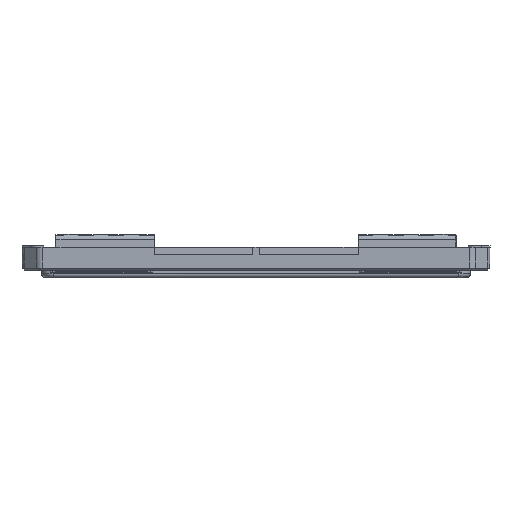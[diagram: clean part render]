
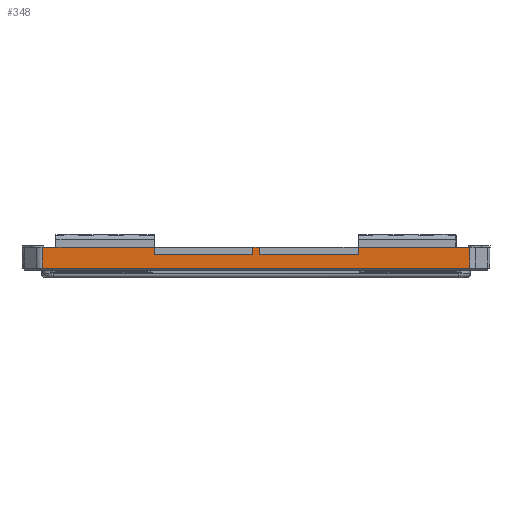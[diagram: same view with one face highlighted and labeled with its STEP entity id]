
A CAD part, left-side view. The second image highlights one B-rep face of the part: STEP entity #348.
In plain terms, the highlighted planar face has unit normal (-1, 0, -0.018).
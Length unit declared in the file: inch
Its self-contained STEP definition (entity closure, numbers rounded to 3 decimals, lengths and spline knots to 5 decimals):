
#9 = CARTESIAN_POINT ( 'NONE',  ( -6.92764, -0.11104, 0.75 ) ) ;
#49 = LINE ( 'NONE', #5082, #3350 ) ;
#72 = CARTESIAN_POINT ( 'NONE',  ( -6.932, 7.07846, 1. ) ) ;
#90 =( BOUNDED_CURVE ( )  B_SPLINE_CURVE ( 3, ( #9110, #445, #14587, #16803 ),
 .UNSPECIFIED., .F., .F. ) 
 B_SPLINE_CURVE_WITH_KNOTS ( ( 4, 4 ),
 ( 3.14205, 4.3601 ),
 .UNSPECIFIED. ) 
 CURVE ( )  GEOMETRIC_REPRESENTATION_ITEM ( )  RATIONAL_B_SPLINE_CURVE ( ( 1., 0.88, 0.88, 1. ) ) 
 REPRESENTATION_ITEM ( '' )  );
#172 = VECTOR ( 'NONE', #4353, 39.37008 ) ;
#229 = EDGE_CURVE ( 'NONE', #8236, #4053, #90, .T. ) ;
#255 = VECTOR ( 'NONE', #10435, 39.37008 ) ;
#348 = ADVANCED_FACE ( 'NONE', ( #3134 ), #19337, .T. ) ;
#445 = CARTESIAN_POINT ( 'NONE',  ( -6.932, -3.38599, 1. ) ) ;
#674 = CARTESIAN_POINT ( 'NONE',  ( -6.92764, 7.182, 0.75 ) ) ;
#835 = DIRECTION ( 'NONE',  ( 0., 1., 0. ) ) ;
#953 = CARTESIAN_POINT ( 'NONE',  ( -6.932, 7.182, 1. ) ) ;
#986 = VERTEX_POINT ( 'NONE', #3997 ) ;
#1146 = DIRECTION ( 'NONE',  ( -0.017, 0., 1. ) ) ;
#1262 = CARTESIAN_POINT ( 'NONE',  ( -6.932, 7.182, 1. ) ) ;
#1297 = EDGE_CURVE ( 'NONE', #4053, #13010, #21570, .T. ) ;
#1972 = CARTESIAN_POINT ( 'NONE',  ( -6.91996, 7.07347, 0.30999 ) ) ;
#1980 = EDGE_CURVE ( 'NONE', #12585, #10432, #11811, .T. ) ;
#2268 = EDGE_CURVE ( 'NONE', #12585, #7011, #17059, .T. ) ;
#2460 = VECTOR ( 'NONE', #12262, 39.37008 ) ;
#2461 = CARTESIAN_POINT ( 'NONE',  ( -6.932, 0.10668, 1. ) ) ;
#3134 = FACE_OUTER_BOUND ( 'NONE', #15511, .T. ) ;
#3138 = VECTOR ( 'NONE', #12457, 39.37008 ) ;
#3350 = VECTOR ( 'NONE', #19068, 39.37008 ) ;
#3365 = CARTESIAN_POINT ( 'NONE',  ( -6.92764, -0.11104, 0.75 ) ) ;
#3456 = DIRECTION ( 'NONE',  ( 0., 1., 0. ) ) ;
#3566 = EDGE_CURVE ( 'NONE', #13010, #11085, #5500, .T. ) ;
#3610 = CARTESIAN_POINT ( 'NONE',  ( -6.92764, 3.3695, 0.75 ) ) ;
#3902 = VERTEX_POINT ( 'NONE', #1972 ) ;
#3997 = CARTESIAN_POINT ( 'NONE',  ( -6.932, 3.3695, 1. ) ) ;
#4024 = CARTESIAN_POINT ( 'NONE',  ( -6.932, -7.07846, 1. ) ) ;
#4053 = VERTEX_POINT ( 'NONE', #7686 ) ;
#4173 = ORIENTED_EDGE ( 'NONE', *, *, #229, .T. ) ;
#4240 = EDGE_CURVE ( 'NONE', #18095, #3902, #10925, .T. ) ;
#4353 = DIRECTION ( 'NONE',  ( 0., 1., 0. ) ) ;
#4467 = LINE ( 'NONE', #953, #172 ) ;
#4532 = VECTOR ( 'NONE', #835, 39.37008 ) ;
#4755 = CARTESIAN_POINT ( 'NONE',  ( -6.932, -0.10668, 1. ) ) ;
#4979 = LINE ( 'NONE', #13740, #8734 ) ;
#5082 = CARTESIAN_POINT ( 'NONE',  ( -6.932, 3.3695, 1. ) ) ;
#5140 = CARTESIAN_POINT ( 'NONE',  ( -6.932, 0.10668, 1. ) ) ;
#5285 = ORIENTED_EDGE ( 'NONE', *, *, #1297, .T. ) ;
#5500 = LINE ( 'NONE', #9, #13557 ) ;
#5646 = ORIENTED_EDGE ( 'NONE', *, *, #9210, .T. ) ;
#5812 = DIRECTION ( 'NONE',  ( 0., 1., 0. ) ) ;
#6147 = ORIENTED_EDGE ( 'NONE', *, *, #22947, .F. ) ;
#6642 = EDGE_CURVE ( 'NONE', #986, #7990, #9201, .T. ) ;
#6830 = EDGE_CURVE ( 'NONE', #11085, #17737, #4979, .T. ) ;
#7011 = VERTEX_POINT ( 'NONE', #18824 ) ;
#7366 = ORIENTED_EDGE ( 'NONE', *, *, #7503, .T. ) ;
#7503 = EDGE_CURVE ( 'NONE', #7011, #8236, #4467, .T. ) ;
#7686 = CARTESIAN_POINT ( 'NONE',  ( -6.92764, -3.37657, 0.75 ) ) ;
#7859 = VECTOR ( 'NONE', #16229, 39.37008 ) ;
#7990 = VERTEX_POINT ( 'NONE', #12487 ) ;
#8016 = VERTEX_POINT ( 'NONE', #3610 ) ;
#8129 = CARTESIAN_POINT ( 'NONE',  ( -6.91996, -7.07347, 0.30999 ) ) ;
#8236 = VERTEX_POINT ( 'NONE', #14170 ) ;
#8449 = CARTESIAN_POINT ( 'NONE',  ( -6.91996, -0.00002, 0.30999 ) ) ;
#8635 = LINE ( 'NONE', #5140, #2460 ) ;
#8734 = VECTOR ( 'NONE', #3456, 39.37008 ) ;
#8934 = EDGE_CURVE ( 'NONE', #17737, #15162, #8635, .T. ) ;
#9110 = CARTESIAN_POINT ( 'NONE',  ( -6.932, -3.39032, 1. ) ) ;
#9201 = LINE ( 'NONE', #14680, #17671 ) ;
#9210 = EDGE_CURVE ( 'NONE', #7990, #18095, #16554, .T. ) ;
#10432 = VERTEX_POINT ( 'NONE', #8129 ) ;
#10435 = DIRECTION ( 'NONE',  ( 0., 1., 0. ) ) ;
#10539 = CARTESIAN_POINT ( 'NONE',  ( -6.932, 7.07846, 1. ) ) ;
#10694 = ORIENTED_EDGE ( 'NONE', *, *, #17196, .T. ) ;
#10925 = LINE ( 'NONE', #72, #3138 ) ;
#11085 = VERTEX_POINT ( 'NONE', #4755 ) ;
#11811 = LINE ( 'NONE', #12041, #18308 ) ;
#12041 = CARTESIAN_POINT ( 'NONE',  ( -6.93111, -7.07809, 0.94884 ) ) ;
#12262 = DIRECTION ( 'NONE',  ( 0.017, 0.017, -1. ) ) ;
#12457 = DIRECTION ( 'NONE',  ( 0.017, -0.007, -1. ) ) ;
#12487 = CARTESIAN_POINT ( 'NONE',  ( -6.932, 6.6195, 1. ) ) ;
#12585 = VERTEX_POINT ( 'NONE', #4024 ) ;
#12833 = DIRECTION ( 'NONE',  ( 0., 1., 0. ) ) ;
#13010 = VERTEX_POINT ( 'NONE', #3365 ) ;
#13557 = VECTOR ( 'NONE', #21808, 39.37008 ) ;
#13740 = CARTESIAN_POINT ( 'NONE',  ( -6.932, 7.182, 1. ) ) ;
#13989 = ORIENTED_EDGE ( 'NONE', *, *, #8934, .T. ) ;
#14162 = LINE ( 'NONE', #8449, #255 ) ;
#14170 = CARTESIAN_POINT ( 'NONE',  ( -6.932, -3.39032, 1. ) ) ;
#14468 = CARTESIAN_POINT ( 'NONE',  ( -6.932, 7.182, 1. ) ) ;
#14561 = ORIENTED_EDGE ( 'NONE', *, *, #3566, .T. ) ;
#14587 = CARTESIAN_POINT ( 'NONE',  ( -6.93035, -3.38078, 0.90532 ) ) ;
#14680 = CARTESIAN_POINT ( 'NONE',  ( -6.932, 7.182, 1. ) ) ;
#14705 = CARTESIAN_POINT ( 'NONE',  ( -6.92764, 7.182, 0.75 ) ) ;
#15140 = CARTESIAN_POINT ( 'NONE',  ( -6.92764, 0.11104, 0.75 ) ) ;
#15162 = VERTEX_POINT ( 'NONE', #15140 ) ;
#15511 = EDGE_LOOP ( 'NONE', ( #7366, #4173, #5285, #14561, #18403, #13989, #16413, #10694, #17039, #5646, #16738, #6147, #20584, #19630 ) ) ;
#15520 = VECTOR ( 'NONE', #12833, 39.37008 ) ;
#16229 = DIRECTION ( 'NONE',  ( 0., 1., 0. ) ) ;
#16413 = ORIENTED_EDGE ( 'NONE', *, *, #16794, .T. ) ;
#16554 = LINE ( 'NONE', #14468, #15520 ) ;
#16738 = ORIENTED_EDGE ( 'NONE', *, *, #4240, .T. ) ;
#16794 = EDGE_CURVE ( 'NONE', #15162, #8016, #21790, .T. ) ;
#16803 = CARTESIAN_POINT ( 'NONE',  ( -6.92764, -3.37657, 0.75 ) ) ;
#16947 = DIRECTION ( 'NONE',  ( 0.017, 0.007, -1. ) ) ;
#17039 = ORIENTED_EDGE ( 'NONE', *, *, #6642, .T. ) ;
#17059 = LINE ( 'NONE', #18456, #4532 ) ;
#17196 = EDGE_CURVE ( 'NONE', #8016, #986, #49, .T. ) ;
#17486 = DIRECTION ( 'NONE',  ( -1., 0., -0.017 ) ) ;
#17671 = VECTOR ( 'NONE', #5812, 39.37008 ) ;
#17737 = VERTEX_POINT ( 'NONE', #2461 ) ;
#18065 = DIRECTION ( 'NONE',  ( 0., 1., 0. ) ) ;
#18095 = VERTEX_POINT ( 'NONE', #10539 ) ;
#18251 = AXIS2_PLACEMENT_3D ( 'NONE', #1262, #17486, #1146 ) ;
#18308 = VECTOR ( 'NONE', #16947, 39.37008 ) ;
#18403 = ORIENTED_EDGE ( 'NONE', *, *, #6830, .T. ) ;
#18456 = CARTESIAN_POINT ( 'NONE',  ( -6.932, 7.182, 1. ) ) ;
#18824 = CARTESIAN_POINT ( 'NONE',  ( -6.932, -6.6095, 1. ) ) ;
#19068 = DIRECTION ( 'NONE',  ( -0.017, 0., 1. ) ) ;
#19337 = PLANE ( 'NONE',  #18251 ) ;
#19630 = ORIENTED_EDGE ( 'NONE', *, *, #2268, .T. ) ;
#20563 = VECTOR ( 'NONE', #18065, 39.37008 ) ;
#20584 = ORIENTED_EDGE ( 'NONE', *, *, #1980, .F. ) ;
#21570 = LINE ( 'NONE', #14705, #7859 ) ;
#21790 = LINE ( 'NONE', #674, #20563 ) ;
#21808 = DIRECTION ( 'NONE',  ( -0.017, 0.017, 1. ) ) ;
#22947 = EDGE_CURVE ( 'NONE', #10432, #3902, #14162, .T. ) ;
